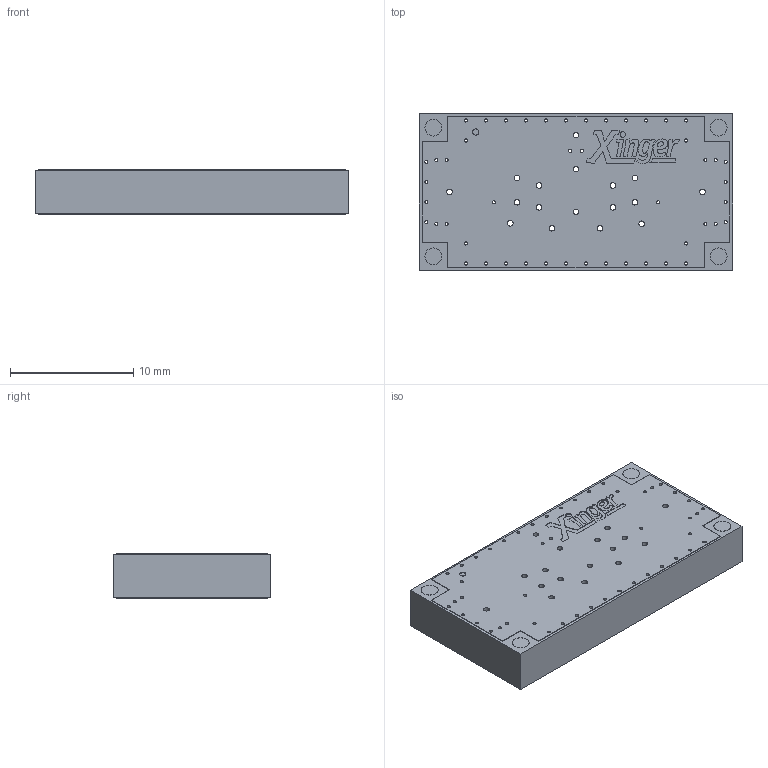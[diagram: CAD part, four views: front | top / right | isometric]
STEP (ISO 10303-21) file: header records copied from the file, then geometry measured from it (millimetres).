
FILE_DESCRIPTION (( 'STEP AP203' ), '1' );
FILE_NAME ('XMC0660B1-03G.STEP', '2025-09-09T19:03:34', ( '' ), ( '' ), 'SwSTEP 2.0', 'SolidWorks 2023', '' );
FILE_SCHEMA (( 'CONFIG_CONTROL_DESIGN' ));
Length unit declared in the file: inch
Products named in the file (1): XMC0660B1-03G
Bounding box: 25.4 x 12.7 x 3.63 mm (x, y, z)
Volume: 1148.5 mm3; surface area: 1144 mm2
Topology: 1 solids, 1 shells, 343 faces, 945 edges, 630 vertices
Faces by surface type: cylinder 208, plane 135
Entity records: 11434 total; most frequent: DIRECTION 2049, CARTESIAN_POINT 1919, ORIENTED_EDGE 1890, EDGE_CURVE 945, AXIS2_PLACEMENT_3D 760, VERTEX_POINT 630, VECTOR 529, LINE 529
